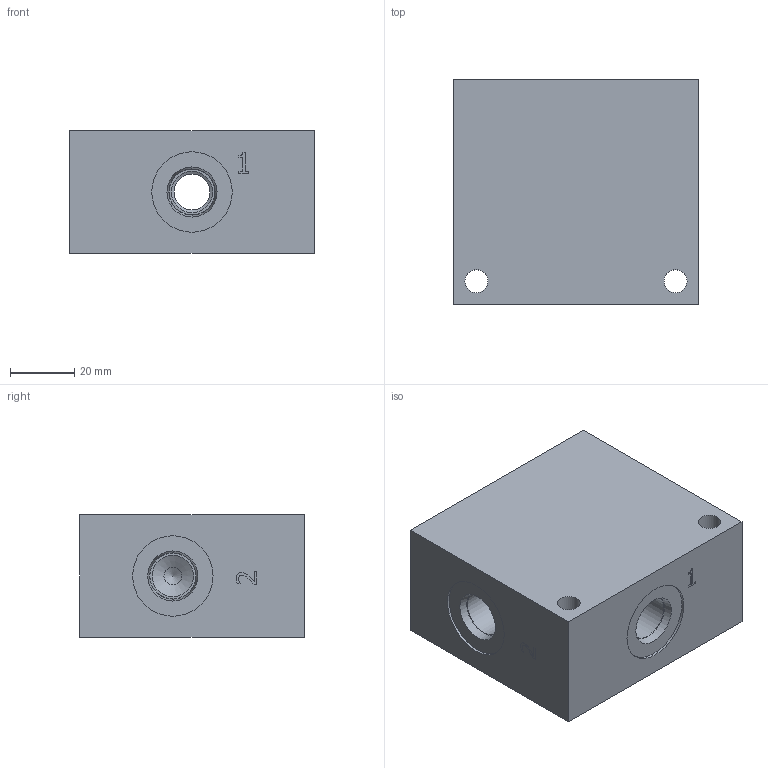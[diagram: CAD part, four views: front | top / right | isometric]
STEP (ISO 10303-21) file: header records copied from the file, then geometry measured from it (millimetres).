
FILE_DESCRIPTION(/* description */ (''),/* implementation_level */ '2;1');
FILE_NAME(/* name */ '_C083CB6S.stp',/* time_stamp */ '2021-12-10T07:52:20-05:00',/* author */ ('dominicc'),/* organization */ (''),/* preprocessor_version */ 'ST-DEVELOPER v18.1',/* originating_system */ 'Autodesk Inventor 2022',/* authorisation */ '');
FILE_SCHEMA (('AUTOMOTIVE_DESIGN { 1 0 10303 214 3 1 1 }'));
Length unit declared in the file: millimetre
Products named in the file (1): Part_AC083CB6S.C13330R0_3D
Bounding box: 76.2 x 69.85 x 38.1 mm (x, y, z)
Volume: 179694.1 mm3; surface area: 27973.5 mm2
Topology: 1 solids, 1 shells, 438 faces, 1170 edges, 772 vertices
Faces by surface type: plane 229, bspline 170, cylinder 23, cone 16
Full cylindrical faces by diameter (mm): 5.54 x2, 7.137 x2, 11.125 x1, 12.9 x1, 12.903 x2, 14.275 x3, 14.3 x1, 14.529 x3, 15.9 x1, 17.424 x1, 19.05 x1, 19.19 x1, 25.019 x3, 30.18 x1
Entity records: 14818 total; most frequent: CARTESIAN_POINT 4589, ORIENTED_EDGE 2336, DIRECTION 1418, EDGE_CURVE 1168, LINE 776, VECTOR 776, VERTEX_POINT 772, EDGE_LOOP 484
